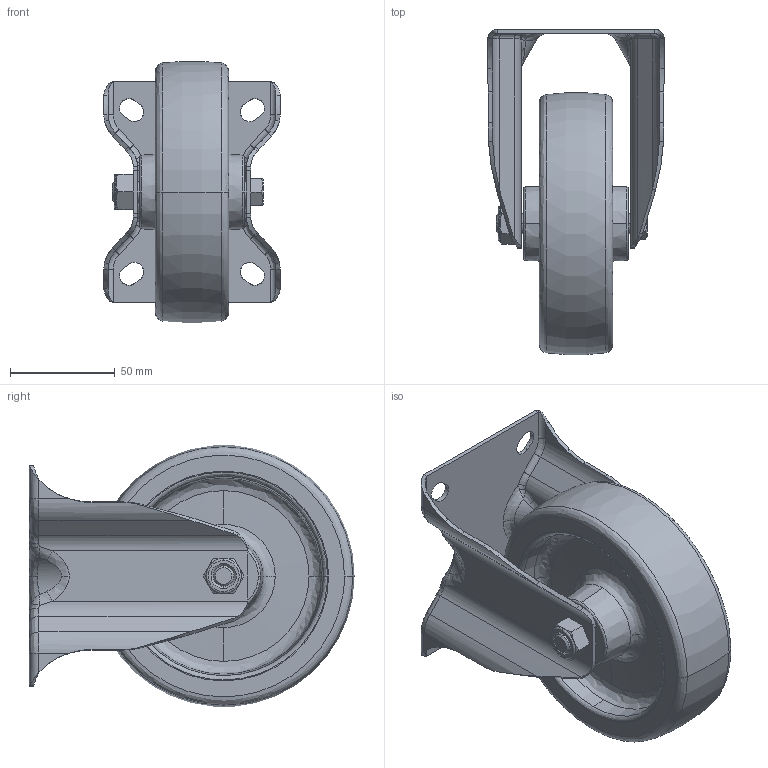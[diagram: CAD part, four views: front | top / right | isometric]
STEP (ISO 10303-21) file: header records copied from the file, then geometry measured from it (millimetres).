
FILE_DESCRIPTION (( 'STEP AP214' ), '1' );
FILE_NAME ('0056736.step', '2024-04-08T09:35:29', ( '' ), ( '' ), 'SwSTEP 2.0', 'SolidWorks 2020', '' );
FILE_SCHEMA (( 'AUTOMOTIVE_DESIGN' ));
Length unit declared in the file: millimetre
Products named in the file (1): 0056736
Bounding box: 84 x 154.89 x 124.35 mm (x, y, z)
Volume: 327138.5 mm3; surface area: 90336.5 mm2
Topology: 1 solids, 2 shells, 264 faces, 638 edges, 386 vertices
Faces by surface type: bspline 146, plane 52, cylinder 38, cone 26, torus 2
Entity records: 20875 total; most frequent: CARTESIAN_POINT 15316, ORIENTED_EDGE 1276, DIRECTION 684, EDGE_CURVE 638, VERTEX_POINT 386, B_SPLINE_CURVE_WITH_KNOTS 312, EDGE_LOOP 284, FACE_OUTER_BOUND 264
